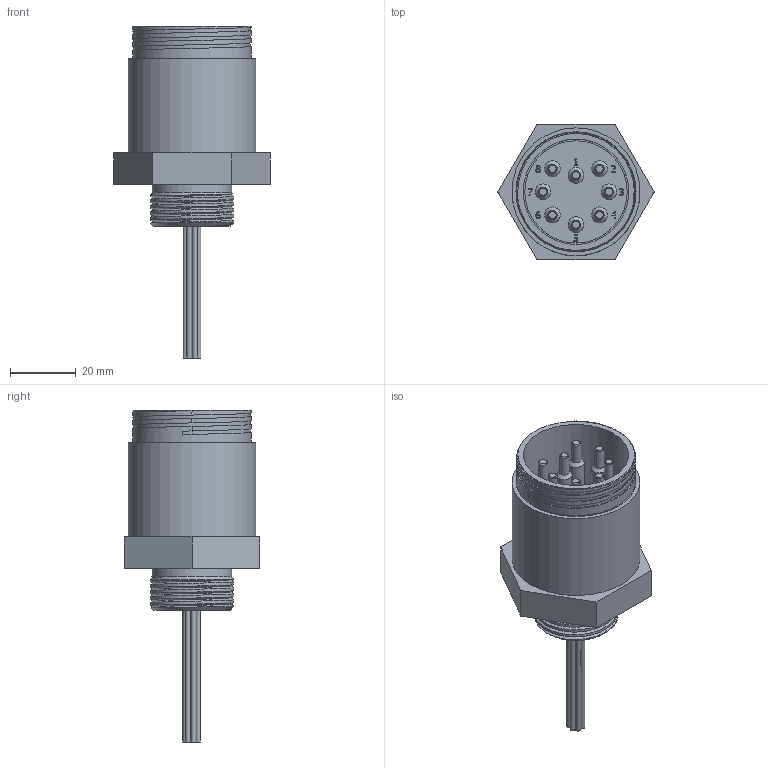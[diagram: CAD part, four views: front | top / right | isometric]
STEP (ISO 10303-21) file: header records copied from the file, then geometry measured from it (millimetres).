
FILE_DESCRIPTION(/* description */ (''),/* implementation_level */ '2;1');
FILE_NAME(/* name */ 'BCR2408M.stp',/* time_stamp */ '2014-11-20T12:57:09+01:00',/* author */ ('sh'),/* organization */ (''),/* preprocessor_version */ 'ST-DEVELOPER v15.2',/* originating_system */ 'Autodesk Inventor 2014',/* authorisation */ '');
FILE_SCHEMA (('AUTOMOTIVE_DESIGN { 1 0 10303 214 3 1 1 }'));
Length unit declared in the file: millimetre
Products named in the file (1): BCR2408M
Bounding box: 47.34 x 41 x 100.7 mm (x, y, z)
Volume: 47417.1 mm3; surface area: 19774.5 mm2
Topology: 1 solids, 1 shells, 246 faces, 597 edges, 388 vertices
Faces by surface type: plane 101, bspline 89, cylinder 35, cone 19, torus 2
Full cylindrical faces by diameter (mm): 1.5 x8, 2.8 x8, 4.8 x8, 24.245 x1, 29 x1, 31 x1, 32 x1, 36 x4, 38.8 x1
Entity records: 9002 total; most frequent: CARTESIAN_POINT 3823, ORIENTED_EDGE 1076, DIRECTION 742, EDGE_CURVE 538, VERTEX_POINT 381, EDGE_LOOP 327, LINE 278, VECTOR 278
